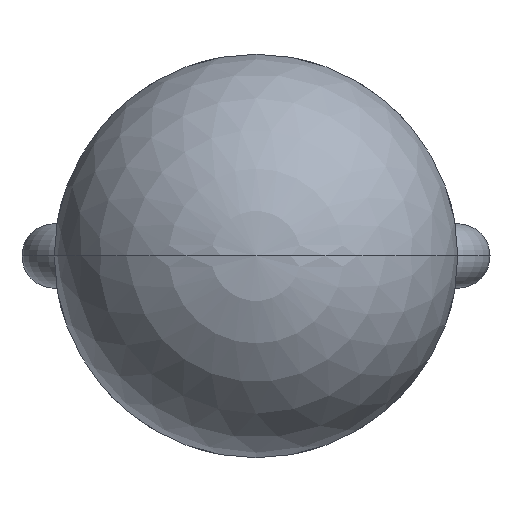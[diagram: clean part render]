
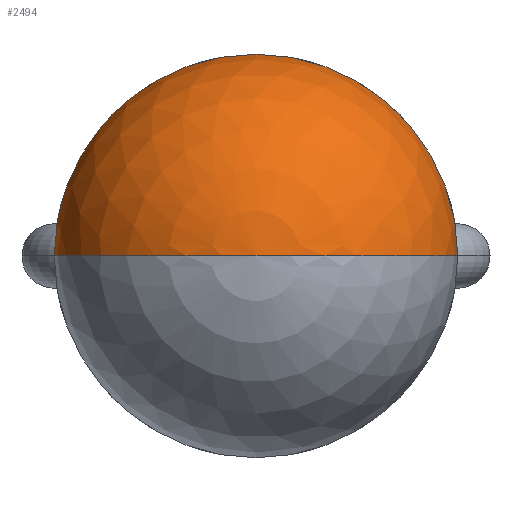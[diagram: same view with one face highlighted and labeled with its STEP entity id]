
A CAD part, left-side view. The second image highlights one B-rep face of the part: STEP entity #2494.
In plain terms, the highlighted spherical face has radius 1.25 mm.
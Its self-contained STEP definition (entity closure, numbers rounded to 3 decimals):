
#720=CARTESIAN_POINT('',(-5.75,0.,0.));
#721=DIRECTION('',(-1.,0.,0.));
#722=DIRECTION('',(0.,0.866,0.5));
#723=AXIS2_PLACEMENT_3D('',#720,#721,#722);
#740=CARTESIAN_POINT('',(-5.75,0.,0.));
#741=DIRECTION('',(1.,0.,0.));
#742=DIRECTION('',(0.,0.866,0.5));
#743=AXIS2_PLACEMENT_3D('',#740,#741,#742);
#745=CARTESIAN_POINT('',(-5.75,0.,0.));
#746=DIRECTION('',(-1.,0.,0.));
#747=DIRECTION('',(0.,-1.,0.));
#748=AXIS2_PLACEMENT_3D('',#745,#746,#747);
#1087=CARTESIAN_POINT('',(-5.75,0.,0.));
#1088=DIRECTION('',(0.,0.,-1.));
#1089=DIRECTION('',(-1.,0.,0.));
#1090=AXIS2_PLACEMENT_3D('',#1087,#1088,#1089);
#1092=CARTESIAN_POINT('',(-5.75,0.,0.));
#1093=DIRECTION('',(0.,0.,1.));
#1094=DIRECTION('',(-1.,0.,0.));
#1095=AXIS2_PLACEMENT_3D('',#1092,#1093,#1094);
#1222=CARTESIAN_POINT('',(-5.75,-1.25,0.));
#1223=CARTESIAN_POINT('',(-5.75,-1.083,
0.625));
#1224=VERTEX_POINT('',#1222);
#1225=VERTEX_POINT('',#1223);
#1226=CARTESIAN_POINT('',(-5.75,1.083,
0.625));
#1227=VERTEX_POINT('',#1226);
#1228=CARTESIAN_POINT('',(-5.75,1.25,0.));
#1229=VERTEX_POINT('',#1228);
#1234=CARTESIAN_POINT('',(-7.,0.,0.));
#1235=VERTEX_POINT('',#1234);
#2479=CARTESIAN_POINT('',(-5.75,0.,0.));
#2480=DIRECTION('',(-1.,0.,0.));
#2481=DIRECTION('',(0.,1.,0.));
#2482=AXIS2_PLACEMENT_3D('',#2479,#2480,#2481);
#2483=SPHERICAL_SURFACE('',#2482,1.25);
#2485=ORIENTED_EDGE('',*,*,#2484,.F.);
#2487=ORIENTED_EDGE('',*,*,#2486,.F.);
#2489=ORIENTED_EDGE('',*,*,#2488,.T.);
#2490=ORIENTED_EDGE('',*,*,#2458,.F.);
#2491=ORIENTED_EDGE('',*,*,#2400,.T.);
#2492=EDGE_LOOP('',(#2485,#2487,#2489,#2490,#2491));
#2493=FACE_OUTER_BOUND('',#2492,.F.);
#2494=ADVANCED_FACE('',(#2493),#2483,.T.);
#724=CIRCLE('',#723,1.25);
#744=CIRCLE('',#743,1.25);
#749=CIRCLE('',#748,1.25);
#1091=CIRCLE('',#1090,1.25);
#1096=CIRCLE('',#1095,1.25);
#2400=EDGE_CURVE('',#1227,#1225,#744,.T.);
#2458=EDGE_CURVE('',#1227,#1229,#724,.T.);
#2484=EDGE_CURVE('',#1224,#1225,#749,.T.);
#2486=EDGE_CURVE('',#1235,#1224,#1096,.T.);
#2488=EDGE_CURVE('',#1235,#1229,#1091,.T.);
